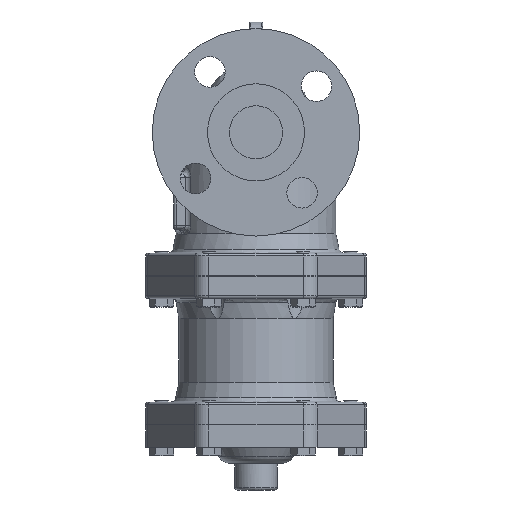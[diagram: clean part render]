
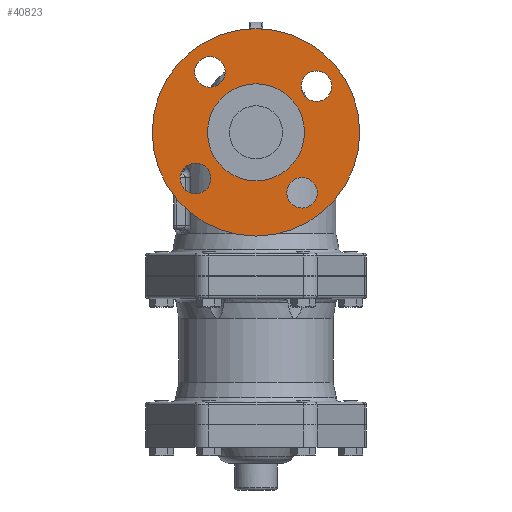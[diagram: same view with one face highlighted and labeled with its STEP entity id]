
A CAD part, left-side view. The second image highlights one B-rep face of the part: STEP entity #40823.
In plain terms, the highlighted free-form (B-spline) face has degree [1, 1] with [2, 2] control points.
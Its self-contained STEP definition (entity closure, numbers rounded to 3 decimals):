
#40745=CARTESIAN_POINT('',(-110.9,0.0,144.5));
#40746=VERTEX_POINT('',#40745);
#40747=CARTESIAN_POINT('',(-110.9,0.0,108.0));
#40748=DIRECTION('',(-1.0,0.0,0.0));
#40749=DIRECTION('',(0.0,0.0,1.0));
#40750=AXIS2_PLACEMENT_3D('',#40747,#40748,#40749);
#40751=CIRCLE('',#40750,36.5);
#40752=EDGE_CURVE('',#40746,#40746,#40751,.T.);
#40760=CARTESIAN_POINT('',(-110.9,78.0,186.0));
#40761=CARTESIAN_POINT('',(-110.9,78.0,30.0));
#40762=CARTESIAN_POINT('',(-110.9,-78.0,186.0));
#40763=CARTESIAN_POINT('',(-110.9,-78.0,30.0));
#40764=B_SPLINE_SURFACE_WITH_KNOTS('',1,1,((#40760,#40762),(#40761,#40763)),.UNSPECIFIED.,.F.,.F.,.U.,(2,2),(2,2),(0.0,156.0),(0.0,156.0),.UNSPECIFIED.);
#40765=CARTESIAN_POINT('',(-110.9,0.0,186.0));
#40766=VERTEX_POINT('',#40765);
#40767=CARTESIAN_POINT('',(-110.9,0.0,108.0));
#40768=DIRECTION('',(-1.0,0.0,0.0));
#40769=DIRECTION('',(0.0,0.0,1.0));
#40770=AXIS2_PLACEMENT_3D('',#40767,#40768,#40769);
#40771=CIRCLE('',#40770,78.0);
#40772=EDGE_CURVE('',#40766,#40766,#40771,.T.);
#40773=ORIENTED_EDGE('',*,*,#40772,.T.);
#40774=EDGE_LOOP('',(#40773));
#40775=FACE_OUTER_BOUND('',#40774,.T.);
#40776=CARTESIAN_POINT('',(-110.9,34.659,141.941));
#40777=VERTEX_POINT('',#40776);
#40778=CARTESIAN_POINT('',(-110.9,34.659,153.441));
#40779=DIRECTION('',(1.0,0.0,0.0));
#40780=DIRECTION('',(0.0,0.0,-1.0));
#40781=AXIS2_PLACEMENT_3D('',#40778,#40779,#40780);
#40782=CIRCLE('',#40781,11.5);
#40783=EDGE_CURVE('',#40777,#40777,#40782,.T.);
#40784=ORIENTED_EDGE('',*,*,#40783,.T.);
#40785=EDGE_LOOP('',(#40784));
#40786=FACE_BOUND('',#40785,.T.);
#40787=CARTESIAN_POINT('',(-110.9,33.941,73.341));
#40788=VERTEX_POINT('',#40787);
#40789=CARTESIAN_POINT('',(-110.9,45.441,73.341));
#40790=DIRECTION('',(1.0,0.0,0.0));
#40791=DIRECTION('',(0.0,-1.0,0.0));
#40792=AXIS2_PLACEMENT_3D('',#40789,#40790,#40791);
#40793=CIRCLE('',#40792,11.5);
#40794=EDGE_CURVE('',#40788,#40788,#40793,.T.);
#40795=ORIENTED_EDGE('',*,*,#40794,.T.);
#40796=EDGE_LOOP('',(#40795));
#40797=FACE_BOUND('',#40796,.T.);
#40798=CARTESIAN_POINT('',(-110.9,-34.659,74.059));
#40799=VERTEX_POINT('',#40798);
#40800=CARTESIAN_POINT('',(-110.9,-34.659,62.559));
#40801=DIRECTION('',(1.0,0.0,0.0));
#40802=DIRECTION('',(0.0,0.0,1.0));
#40803=AXIS2_PLACEMENT_3D('',#40800,#40801,#40802);
#40804=CIRCLE('',#40803,11.5);
#40805=EDGE_CURVE('',#40799,#40799,#40804,.T.);
#40806=ORIENTED_EDGE('',*,*,#40805,.T.);
#40807=EDGE_LOOP('',(#40806));
#40808=FACE_BOUND('',#40807,.T.);
#40809=CARTESIAN_POINT('',(-110.9,-33.941,142.659));
#40810=VERTEX_POINT('',#40809);
#40811=CARTESIAN_POINT('',(-110.9,-45.441,142.659));
#40812=DIRECTION('',(1.0,0.0,0.0));
#40813=DIRECTION('',(0.0,1.0,0.0));
#40814=AXIS2_PLACEMENT_3D('',#40811,#40812,#40813);
#40815=CIRCLE('',#40814,11.5);
#40816=EDGE_CURVE('',#40810,#40810,#40815,.T.);
#40817=ORIENTED_EDGE('',*,*,#40816,.T.);
#40818=EDGE_LOOP('',(#40817));
#40819=FACE_BOUND('',#40818,.T.);
#40820=ORIENTED_EDGE('',*,*,#40752,.F.);
#40821=EDGE_LOOP('',(#40820));
#40822=FACE_BOUND('',#40821,.T.);
#40823=ADVANCED_FACE('',(#40775,#40786,#40797,#40808,#40819,#40822),#40764,.T.);
